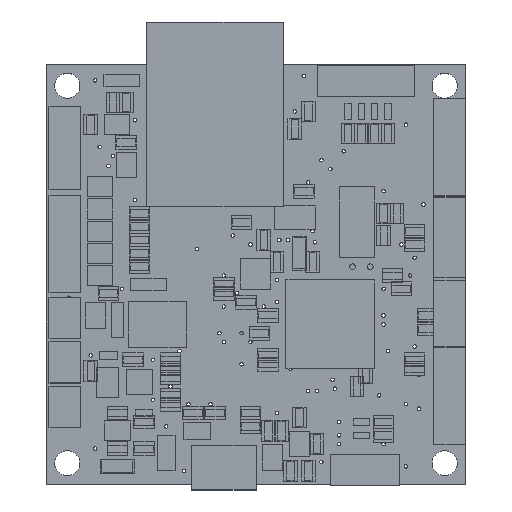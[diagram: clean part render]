
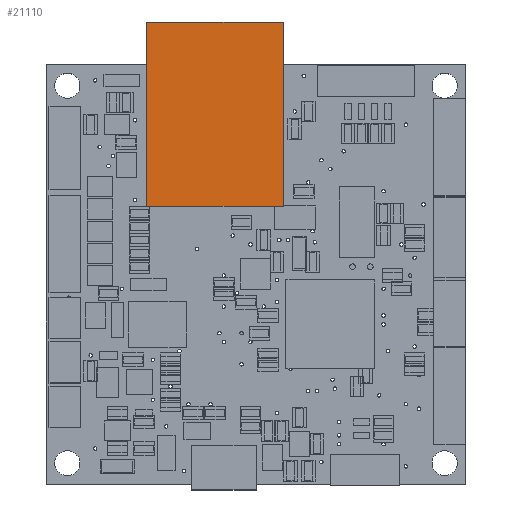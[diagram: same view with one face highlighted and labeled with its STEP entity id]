
A CAD part, top view. The second image highlights one B-rep face of the part: STEP entity #21110.
In plain terms, the highlighted planar face has unit normal (0, 0, 1).
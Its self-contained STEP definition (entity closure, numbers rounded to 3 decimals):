
#1441=FACE_OUTER_BOUND('',#3255,.T.);
#3255=EDGE_LOOP('',(#13946,#13947,#13948,#13949));
#4369=LINE('',#30446,#6589);
#4372=LINE('',#30452,#6592);
#4375=LINE('',#30458,#6595);
#4377=LINE('',#30461,#6597);
#6589=VECTOR('',#25120,1.);
#6592=VECTOR('',#25125,1.);
#6595=VECTOR('',#25130,1.);
#6597=VECTOR('',#25134,1.);
#9155=VERTEX_POINT('',#30440);
#9157=VERTEX_POINT('',#30444);
#9159=VERTEX_POINT('',#30450);
#9161=VERTEX_POINT('',#30456);
#10993=EDGE_CURVE('',#9155,#9157,#4369,.T.);
#10996=EDGE_CURVE('',#9157,#9159,#4372,.T.);
#10999=EDGE_CURVE('',#9159,#9161,#4375,.T.);
#11001=EDGE_CURVE('',#9161,#9155,#4377,.T.);
#13946=ORIENTED_EDGE('',*,*,#10993,.T.);
#13947=ORIENTED_EDGE('',*,*,#10996,.T.);
#13948=ORIENTED_EDGE('',*,*,#10999,.T.);
#13949=ORIENTED_EDGE('',*,*,#11001,.T.);
#18353=PLANE('',#22934);
#21110=ADVANCED_FACE('',(#1441),#18353,.F.);
#22934=AXIS2_PLACEMENT_3D('',#30463,#25137,#25138);
#25120=DIRECTION('',(0.,1.,0.));
#25125=DIRECTION('',(-1.,0.,0.));
#25130=DIRECTION('',(0.,-1.,0.));
#25134=DIRECTION('',(1.,0.,0.));
#25137=DIRECTION('center_axis',(0.,0.,-1.));
#25138=DIRECTION('ref_axis',(0.,-1.,0.));
#30440=CARTESIAN_POINT('',(33.88,39.75,4.57));
#30444=CARTESIAN_POINT('',(33.88,66.127,4.57));
#30446=CARTESIAN_POINT('',(33.88,39.75,4.57));
#30450=CARTESIAN_POINT('',(14.38,66.127,4.57));
#30452=CARTESIAN_POINT('',(33.88,66.127,4.57));
#30456=CARTESIAN_POINT('',(14.38,39.75,4.57));
#30458=CARTESIAN_POINT('',(14.38,66.127,4.57));
#30461=CARTESIAN_POINT('',(14.38,39.75,4.57));
#30463=CARTESIAN_POINT('Origin',(33.88,39.75,4.57));
